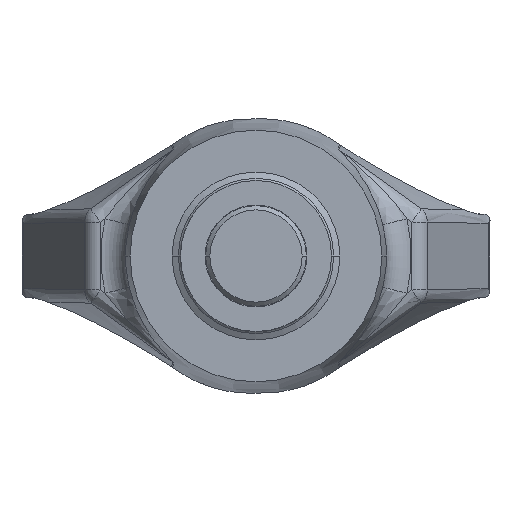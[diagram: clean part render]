
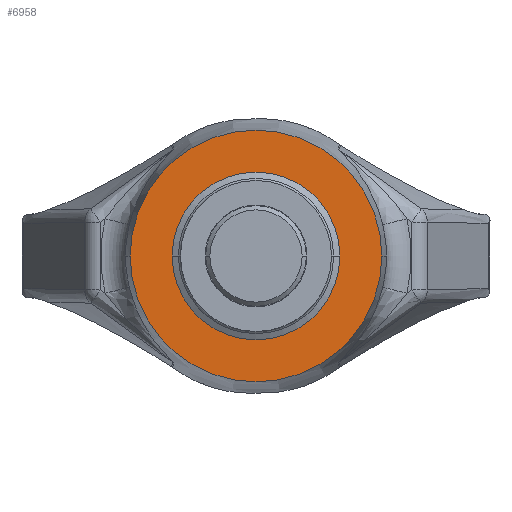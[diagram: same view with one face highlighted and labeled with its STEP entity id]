
A CAD part, front view. The second image highlights one B-rep face of the part: STEP entity #6958.
In plain terms, the highlighted planar face has unit normal (0, -1, 0).
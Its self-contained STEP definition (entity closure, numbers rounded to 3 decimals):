
#2=CARTESIAN_POINT('',(0.,-27.,0.));
#3=DIRECTION('',(0.,-1.,0.));
#4=DIRECTION('',(-1.,0.,0.));
#5=AXIS2_PLACEMENT_3D('',#2,#3,#4);
#7=CARTESIAN_POINT('',(0.,-27.,0.));
#8=DIRECTION('',(0.,-1.,0.));
#9=DIRECTION('',(1.,0.,0.));
#10=AXIS2_PLACEMENT_3D('',#7,#8,#9);
#40=CARTESIAN_POINT('',(0.,-27.,0.));
#41=DIRECTION('',(0.,-1.,0.));
#42=DIRECTION('',(1.,0.,0.));
#43=AXIS2_PLACEMENT_3D('',#40,#41,#42);
#180=CARTESIAN_POINT('',(0.,-27.,0.));
#181=DIRECTION('',(0.,1.,0.));
#182=DIRECTION('',(1.,0.,0.));
#183=AXIS2_PLACEMENT_3D('',#180,#181,#182);
#5537=CARTESIAN_POINT('',(15.,-27.,0.));
#5538=CARTESIAN_POINT('',(-15.,-27.,0.));
#5539=VERTEX_POINT('',#5537);
#5540=VERTEX_POINT('',#5538);
#5563=CARTESIAN_POINT('',(-10.,-27.,0.));
#5564=CARTESIAN_POINT('',(10.,-27.,0.));
#5565=VERTEX_POINT('',#5563);
#5566=VERTEX_POINT('',#5564);
#6941=CARTESIAN_POINT('',(0.,-27.,0.));
#6942=DIRECTION('',(0.,-1.,0.));
#6943=DIRECTION('',(-1.,0.,0.));
#6944=AXIS2_PLACEMENT_3D('',#6941,#6942,#6943);
#6945=PLANE('',#6944);
#6947=ORIENTED_EDGE('',*,*,#6946,.F.);
#6949=ORIENTED_EDGE('',*,*,#6948,.T.);
#6950=EDGE_LOOP('',(#6947,#6949));
#6951=FACE_OUTER_BOUND('',#6950,.F.);
#6953=ORIENTED_EDGE('',*,*,#6952,.T.);
#6955=ORIENTED_EDGE('',*,*,#6954,.T.);
#6956=EDGE_LOOP('',(#6953,#6955));
#6957=FACE_BOUND('',#6956,.F.);
#6958=ADVANCED_FACE('',(#6951,#6957),#6945,.T.);
#6=CIRCLE('',#5,10.);
#11=CIRCLE('',#10,10.);
#44=CIRCLE('',#43,15.);
#184=CIRCLE('',#183,15.);
#6946=EDGE_CURVE('',#5539,#5540,#44,.T.);
#6948=EDGE_CURVE('',#5539,#5540,#184,.T.);
#6952=EDGE_CURVE('',#5565,#5566,#6,.T.);
#6954=EDGE_CURVE('',#5566,#5565,#11,.T.);
